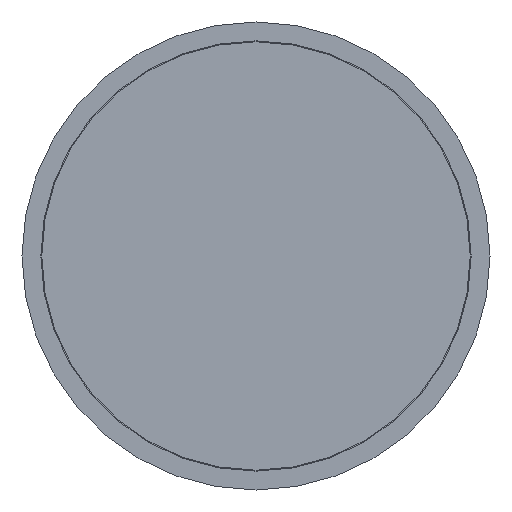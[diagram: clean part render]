
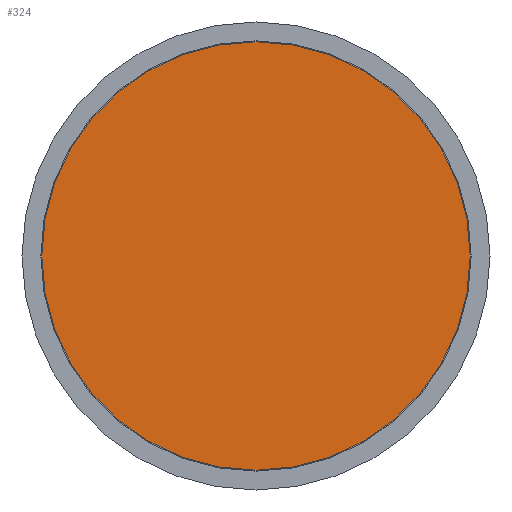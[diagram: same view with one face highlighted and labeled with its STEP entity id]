
A CAD part, front view. The second image highlights one B-rep face of the part: STEP entity #324.
In plain terms, the highlighted planar face has unit normal (0, -1, 0).
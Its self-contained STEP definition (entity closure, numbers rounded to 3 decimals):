
#29 = PLANE ( 'NONE',  #586 ) ;
#224 = EDGE_CURVE ( 'NONE', #853, #853, #950, .T. ) ;
#280 = FACE_OUTER_BOUND ( 'NONE', #728, .T. ) ;
#287 = DIRECTION ( 'NONE',  ( 0., 1., 0. ) ) ;
#317 = CARTESIAN_POINT ( 'NONE',  ( 0., 0., 0. ) ) ;
#324 = ADVANCED_FACE ( 'NONE', ( #280 ), #29, .F. ) ;
#357 = CARTESIAN_POINT ( 'NONE',  ( -56.75, 0., 0. ) ) ;
#565 = AXIS2_PLACEMENT_3D ( 'NONE', #317, #712, #922 ) ;
#586 = AXIS2_PLACEMENT_3D ( 'NONE', #357, #287, #884 ) ;
#634 = CARTESIAN_POINT ( 'NONE',  ( 0., 0., -56.75 ) ) ;
#712 = DIRECTION ( 'NONE',  ( 0., -1., 0. ) ) ;
#728 = EDGE_LOOP ( 'NONE', ( #782 ) ) ;
#782 = ORIENTED_EDGE ( 'NONE', *, *, #224, .T. ) ;
#853 = VERTEX_POINT ( 'NONE', #634 ) ;
#884 = DIRECTION ( 'NONE',  ( 0., 0., 1. ) ) ;
#922 = DIRECTION ( 'NONE',  ( 0., 0., -1. ) ) ;
#950 = CIRCLE ( 'NONE', #565, 56.75 ) ;
